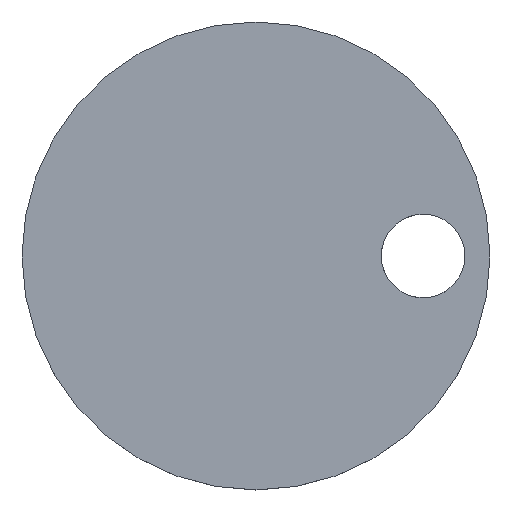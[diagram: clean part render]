
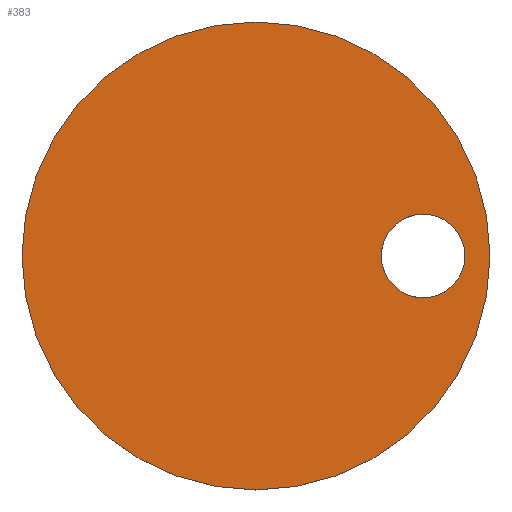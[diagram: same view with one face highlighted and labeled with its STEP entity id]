
A CAD part, top view. The second image highlights one B-rep face of the part: STEP entity #383.
In plain terms, the highlighted planar face has unit normal (0, 0, 1).
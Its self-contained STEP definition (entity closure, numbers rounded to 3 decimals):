
#3 = ORIENTED_EDGE ( 'NONE', *, *, #146, .F. ) ;
#11 = EDGE_CURVE ( 'NONE', #45, #430, #38, .T. ) ;
#17 = DIRECTION ( 'NONE',  ( 0., 0., 1. ) ) ;
#38 = CIRCLE ( 'NONE', #108, 1680. ) ;
#45 = VERTEX_POINT ( 'NONE', #313 ) ;
#47 = VERTEX_POINT ( 'NONE', #401 ) ;
#49 = CARTESIAN_POINT ( 'NONE',  ( -1680., 0., 185. ) ) ;
#50 = ORIENTED_EDGE ( 'NONE', *, *, #241, .F. ) ;
#52 = DIRECTION ( 'NONE',  ( 1., 0., 0. ) ) ;
#54 = CARTESIAN_POINT ( 'NONE',  ( 1500., 0., 185. ) ) ;
#63 = AXIS2_PLACEMENT_3D ( 'NONE', #247, #17, #342 ) ;
#96 = CIRCLE ( 'NONE', #353, 300. ) ;
#99 = CARTESIAN_POINT ( 'NONE',  ( 0., 0., 185. ) ) ;
#100 = CARTESIAN_POINT ( 'NONE',  ( 1200., 0., 185. ) ) ;
#102 = CARTESIAN_POINT ( 'NONE',  ( 1200., 0., 185. ) ) ;
#108 = AXIS2_PLACEMENT_3D ( 'NONE', #99, #343, #269 ) ;
#140 = DIRECTION ( 'NONE',  ( 0., 0., 1. ) ) ;
#146 = EDGE_CURVE ( 'NONE', #47, #330, #96, .T. ) ;
#175 = DIRECTION ( 'NONE',  ( 0., 0., 1. ) ) ;
#176 = FACE_BOUND ( 'NONE', #406, .T. ) ;
#224 = EDGE_CURVE ( 'NONE', #430, #45, #433, .T. ) ;
#227 = ORIENTED_EDGE ( 'NONE', *, *, #11, .T. ) ;
#241 = EDGE_CURVE ( 'NONE', #330, #47, #354, .T. ) ;
#247 = CARTESIAN_POINT ( 'NONE',  ( 0., 0., 185. ) ) ;
#249 = FACE_OUTER_BOUND ( 'NONE', #429, .T. ) ;
#250 = AXIS2_PLACEMENT_3D ( 'NONE', #420, #140, #52 ) ;
#269 = DIRECTION ( 'NONE',  ( 1., 0., 0. ) ) ;
#282 = DIRECTION ( 'NONE',  ( 1., 0., 0. ) ) ;
#313 = CARTESIAN_POINT ( 'NONE',  ( 1680., 0., 185. ) ) ;
#330 = VERTEX_POINT ( 'NONE', #54 ) ;
#342 = DIRECTION ( 'NONE',  ( 1., 0., 0. ) ) ;
#343 = DIRECTION ( 'NONE',  ( 0., 0., 1. ) ) ;
#353 = AXIS2_PLACEMENT_3D ( 'NONE', #102, #442, #412 ) ;
#354 = CIRCLE ( 'NONE', #403, 300. ) ;
#366 = ORIENTED_EDGE ( 'NONE', *, *, #224, .T. ) ;
#370 = PLANE ( 'NONE',  #63 ) ;
#383 = ADVANCED_FACE ( 'NONE', ( #176, #249 ), #370, .T. ) ;
#401 = CARTESIAN_POINT ( 'NONE',  ( 900., 0., 185. ) ) ;
#403 = AXIS2_PLACEMENT_3D ( 'NONE', #100, #175, #282 ) ;
#406 = EDGE_LOOP ( 'NONE', ( #50, #3 ) ) ;
#412 = DIRECTION ( 'NONE',  ( 1., 0., 0. ) ) ;
#420 = CARTESIAN_POINT ( 'NONE',  ( 0., 0., 185. ) ) ;
#429 = EDGE_LOOP ( 'NONE', ( #366, #227 ) ) ;
#430 = VERTEX_POINT ( 'NONE', #49 ) ;
#433 = CIRCLE ( 'NONE', #250, 1680. ) ;
#442 = DIRECTION ( 'NONE',  ( 0., 0., 1. ) ) ;
